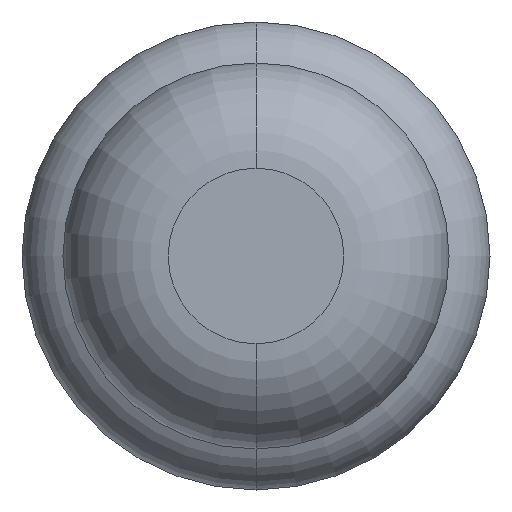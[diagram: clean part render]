
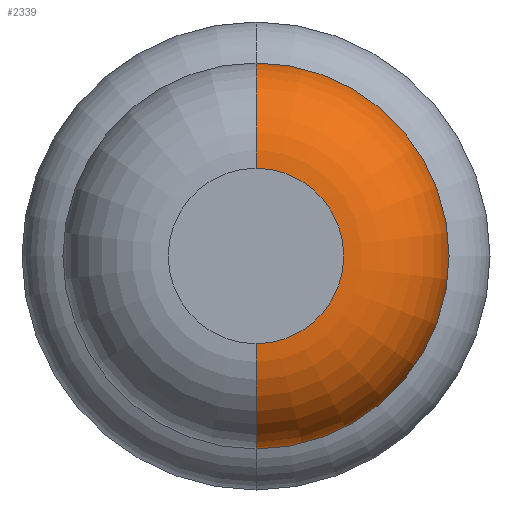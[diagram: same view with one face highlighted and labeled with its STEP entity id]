
A CAD part, front view. The second image highlights one B-rep face of the part: STEP entity #2339.
In plain terms, the highlighted toroidal (fillet/blend) face has major radius 0.375 mm and minor radius 0.45 mm.
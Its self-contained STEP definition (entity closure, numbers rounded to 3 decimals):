
#85 = AXIS2_PLACEMENT_3D ( 'NONE', #3692, #4081, #3421 ) ;
#142 = CARTESIAN_POINT ( 'NONE',  ( 0., -28.55, 0.375 ) ) ;
#149 = CIRCLE ( 'NONE', #3386, 0.45 ) ;
#516 = CARTESIAN_POINT ( 'NONE',  ( 0., -28.55, 0. ) ) ;
#550 = ORIENTED_EDGE ( 'NONE', *, *, #3420, .T. ) ;
#610 = EDGE_CURVE ( 'Defeature ausgef�hrt1_9+Defeature ausgef�hrt1_8+Defeature ausgef�hrt1_8+Defeature ausgef�hrt1_8', #1690, #2337, #3708, .T. ) ;
#709 = CARTESIAN_POINT ( 'NONE',  ( 0., -28.55, -0.825 ) ) ;
#741 = ORIENTED_EDGE ( 'NONE', *, *, #2018, .F. ) ;
#905 = DIRECTION ( 'NONE',  ( -1., 0., 0. ) ) ;
#1078 = DIRECTION ( 'NONE',  ( 0., 0., -1. ) ) ;
#1143 = ORIENTED_EDGE ( 'NONE', *, *, #3488, .T. ) ;
#1216 = TOROIDAL_SURFACE ( 'NONE', #85, 0.375, 0.45 ) ;
#1248 = DIRECTION ( 'NONE',  ( 0., 1., 0. ) ) ;
#1347 = EDGE_LOOP ( 'NONE', ( #550, #1143, #3349, #741 ) ) ;
#1378 = CARTESIAN_POINT ( 'NONE',  ( 0., -28.55, 0.825 ) ) ;
#1428 = DIRECTION ( 'NONE',  ( 0., 0., 1. ) ) ;
#1499 = AXIS2_PLACEMENT_3D ( 'NONE', #142, #905, #3556 ) ;
#1690 = VERTEX_POINT ( 'NONE', #1378 ) ;
#2018 = EDGE_CURVE ( 'NONE', #3583, #1690, #4661, .T. ) ;
#2257 = AXIS2_PLACEMENT_3D ( 'NONE', #4738, #2934, #1428 ) ;
#2265 = CIRCLE ( 'NONE', #2257, 0.375 ) ;
#2337 = VERTEX_POINT ( 'NONE', #709 ) ;
#2339 = ADVANCED_FACE ( 'Defeature ausgef�hrt1_8', ( #2676 ), #1216, .T. ) ;
#2427 = DIRECTION ( 'NONE',  ( 0., 0., 1. ) ) ;
#2676 = FACE_OUTER_BOUND ( 'NONE', #1347, .T. ) ;
#2921 = CARTESIAN_POINT ( 'NONE',  ( 0., -28.55, -0.375 ) ) ;
#2934 = DIRECTION ( 'NONE',  ( 0., 1., 0. ) ) ;
#3028 = AXIS2_PLACEMENT_3D ( 'NONE', #516, #1248, #2427 ) ;
#3349 = ORIENTED_EDGE ( 'NONE', *, *, #610, .F. ) ;
#3386 = AXIS2_PLACEMENT_3D ( 'NONE', #2921, #4793, #1078 ) ;
#3420 = EDGE_CURVE ( 'Defeature ausgef�hrt1_8+Defeature ausgef�hrt1_7+Defeature ausgef�hrt1_7+Defeature ausgef�hrt1_7', #3583, #3990, #2265, .T. ) ;
#3421 = DIRECTION ( 'NONE',  ( 0., 0., 1. ) ) ;
#3488 = EDGE_CURVE ( 'NONE', #3990, #2337, #149, .T. ) ;
#3556 = DIRECTION ( 'NONE',  ( 0., 0., 1. ) ) ;
#3583 = VERTEX_POINT ( 'NONE', #4479 ) ;
#3692 = CARTESIAN_POINT ( 'NONE',  ( 0., -28.55, 0. ) ) ;
#3708 = CIRCLE ( 'NONE', #3028, 0.825 ) ;
#3990 = VERTEX_POINT ( 'NONE', #4238 ) ;
#4081 = DIRECTION ( 'NONE',  ( 0., 1., 0. ) ) ;
#4238 = CARTESIAN_POINT ( 'NONE',  ( 0., -29., -0.375 ) ) ;
#4479 = CARTESIAN_POINT ( 'NONE',  ( 0., -29., 0.375 ) ) ;
#4661 = CIRCLE ( 'NONE', #1499, 0.45 ) ;
#4738 = CARTESIAN_POINT ( 'NONE',  ( 0., -29., 0. ) ) ;
#4793 = DIRECTION ( 'NONE',  ( 1., 0., 0. ) ) ;
